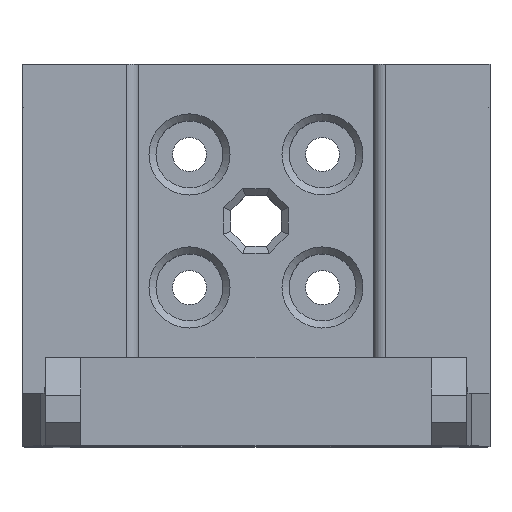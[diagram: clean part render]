
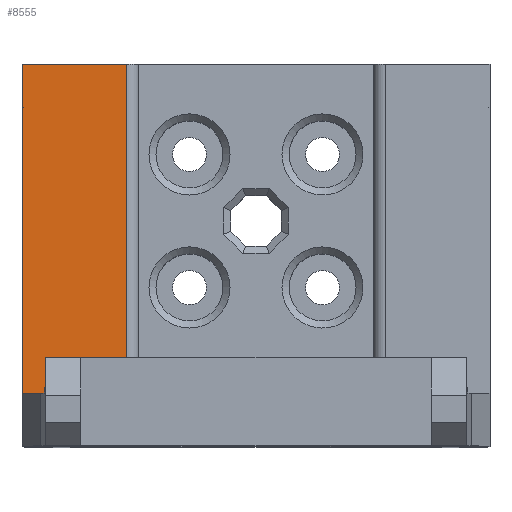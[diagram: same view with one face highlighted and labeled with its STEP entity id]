
A CAD part, top view. The second image highlights one B-rep face of the part: STEP entity #8555.
In plain terms, the highlighted planar face has unit normal (0, 0, 1).
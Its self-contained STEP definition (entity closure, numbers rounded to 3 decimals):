
#984 = PLANE('',#985);
#985 = AXIS2_PLACEMENT_3D('',#986,#987,#988);
#986 = CARTESIAN_POINT('',(0.,32.5,-12.54));
#987 = DIRECTION('',(0.,1.,0.));
#988 = DIRECTION('',(0.,0.,1.));
#3310 = VERTEX_POINT('',#3311);
#3311 = CARTESIAN_POINT('',(-19.9,32.5,8.6));
#3325 = PLANE('',#3326);
#3326 = AXIS2_PLACEMENT_3D('',#3327,#3328,#3329);
#3327 = CARTESIAN_POINT('',(-19.9,0.,-0.88));
#3328 = DIRECTION('',(1.,0.,0.));
#3329 = DIRECTION('',(0.,0.,1.));
#3337 = EDGE_CURVE('',#3310,#3338,#3340,.T.);
#3338 = VERTEX_POINT('',#3339);
#3339 = CARTESIAN_POINT('',(-11.,32.5,8.6));
#3340 = SURFACE_CURVE('',#3341,(#3345,#3352),.PCURVE_S1.);
#3341 = LINE('',#3342,#3343);
#3342 = CARTESIAN_POINT('',(-5.122,32.5,8.6));
#3343 = VECTOR('',#3344,1.);
#3344 = DIRECTION('',(1.,0.,0.));
#3345 = PCURVE('',#984,#3346);
#3346 = DEFINITIONAL_REPRESENTATION('',(#3347),#3351);
#3347 = LINE('',#3348,#3349);
#3348 = CARTESIAN_POINT('',(21.14,-5.122));
#3349 = VECTOR('',#3350,1.);
#3350 = DIRECTION('',(0.,1.));
#3351 = ( GEOMETRIC_REPRESENTATION_CONTEXT(2) 
PARAMETRIC_REPRESENTATION_CONTEXT() REPRESENTATION_CONTEXT('2D SPACE',''
  ) );
#3352 = PCURVE('',#3353,#3358);
#3353 = PLANE('',#3354);
#3354 = AXIS2_PLACEMENT_3D('',#3355,#3356,#3357);
#3355 = CARTESIAN_POINT('',(0.,37.,8.6));
#3356 = DIRECTION('',(0.,0.,1.));
#3357 = DIRECTION('',(0.,-1.,0.));
#3358 = DEFINITIONAL_REPRESENTATION('',(#3359),#3363);
#3359 = LINE('',#3360,#3361);
#3360 = CARTESIAN_POINT('',(4.5,-5.122));
#3361 = VECTOR('',#3362,1.);
#3362 = DIRECTION('',(0.,1.));
#3363 = ( GEOMETRIC_REPRESENTATION_CONTEXT(2) 
PARAMETRIC_REPRESENTATION_CONTEXT() REPRESENTATION_CONTEXT('2D SPACE',''
  ) );
#3386 = CYLINDRICAL_SURFACE('',#3387,1.);
#3387 = AXIS2_PLACEMENT_3D('',#3388,#3389,#3390);
#3388 = CARTESIAN_POINT('',(-11.,32.5,7.6));
#3389 = DIRECTION('',(0.,-1.,0.));
#3390 = DIRECTION('',(1.,0.,0.));
#8081 = EDGE_CURVE('',#3310,#8082,#8084,.T.);
#8082 = VERTEX_POINT('',#8083);
#8083 = CARTESIAN_POINT('',(-19.9,4.5,8.6));
#8084 = SURFACE_CURVE('',#8085,(#8089,#8096),.PCURVE_S1.);
#8085 = LINE('',#8086,#8087);
#8086 = CARTESIAN_POINT('',(-19.9,18.5,8.6));
#8087 = VECTOR('',#8088,1.);
#8088 = DIRECTION('',(0.,-1.,0.));
#8089 = PCURVE('',#3325,#8090);
#8090 = DEFINITIONAL_REPRESENTATION('',(#8091),#8095);
#8091 = LINE('',#8092,#8093);
#8092 = CARTESIAN_POINT('',(9.48,-18.5));
#8093 = VECTOR('',#8094,1.);
#8094 = DIRECTION('',(0.,1.));
#8095 = ( GEOMETRIC_REPRESENTATION_CONTEXT(2) 
PARAMETRIC_REPRESENTATION_CONTEXT() REPRESENTATION_CONTEXT('2D SPACE',''
  ) );
#8096 = PCURVE('',#3353,#8097);
#8097 = DEFINITIONAL_REPRESENTATION('',(#8098),#8102);
#8098 = LINE('',#8099,#8100);
#8099 = CARTESIAN_POINT('',(18.5,-19.9));
#8100 = VECTOR('',#8101,1.);
#8101 = DIRECTION('',(1.,0.));
#8102 = ( GEOMETRIC_REPRESENTATION_CONTEXT(2) 
PARAMETRIC_REPRESENTATION_CONTEXT() REPRESENTATION_CONTEXT('2D SPACE',''
  ) );
#8120 = PLANE('',#8121);
#8121 = AXIS2_PLACEMENT_3D('',#8122,#8123,#8124);
#8122 = CARTESIAN_POINT('',(0.,4.5,8.6));
#8123 = DIRECTION('',(0.,1.,0.));
#8124 = DIRECTION('',(0.,0.,1.));
#8555 = ADVANCED_FACE('',(#8556),#3353,.T.);
#8556 = FACE_BOUND('',#8557,.T.);
#8557 = EDGE_LOOP('',(#8558,#8581,#8602,#8603));
#8558 = ORIENTED_EDGE('',*,*,#8559,.F.);
#8559 = EDGE_CURVE('',#8560,#8082,#8562,.T.);
#8560 = VERTEX_POINT('',#8561);
#8561 = CARTESIAN_POINT('',(-11.,4.5,8.6));
#8562 = SURFACE_CURVE('',#8563,(#8567,#8574),.PCURVE_S1.);
#8563 = LINE('',#8564,#8565);
#8564 = CARTESIAN_POINT('',(0.,4.5,8.6));
#8565 = VECTOR('',#8566,1.);
#8566 = DIRECTION('',(-1.,0.,0.));
#8567 = PCURVE('',#3353,#8568);
#8568 = DEFINITIONAL_REPRESENTATION('',(#8569),#8573);
#8569 = LINE('',#8570,#8571);
#8570 = CARTESIAN_POINT('',(32.5,0.));
#8571 = VECTOR('',#8572,1.);
#8572 = DIRECTION('',(0.,-1.));
#8573 = ( GEOMETRIC_REPRESENTATION_CONTEXT(2) 
PARAMETRIC_REPRESENTATION_CONTEXT() REPRESENTATION_CONTEXT('2D SPACE',''
  ) );
#8574 = PCURVE('',#8120,#8575);
#8575 = DEFINITIONAL_REPRESENTATION('',(#8576),#8580);
#8576 = LINE('',#8577,#8578);
#8577 = CARTESIAN_POINT('',(0.,0.));
#8578 = VECTOR('',#8579,1.);
#8579 = DIRECTION('',(0.,-1.));
#8580 = ( GEOMETRIC_REPRESENTATION_CONTEXT(2) 
PARAMETRIC_REPRESENTATION_CONTEXT() REPRESENTATION_CONTEXT('2D SPACE',''
  ) );
#8581 = ORIENTED_EDGE('',*,*,#8582,.F.);
#8582 = EDGE_CURVE('',#3338,#8560,#8583,.T.);
#8583 = SURFACE_CURVE('',#8584,(#8588,#8595),.PCURVE_S1.);
#8584 = LINE('',#8585,#8586);
#8585 = CARTESIAN_POINT('',(-11.,32.5,8.6));
#8586 = VECTOR('',#8587,1.);
#8587 = DIRECTION('',(0.,-1.,0.));
#8588 = PCURVE('',#3353,#8589);
#8589 = DEFINITIONAL_REPRESENTATION('',(#8590),#8594);
#8590 = LINE('',#8591,#8592);
#8591 = CARTESIAN_POINT('',(4.5,-11.));
#8592 = VECTOR('',#8593,1.);
#8593 = DIRECTION('',(1.,0.));
#8594 = ( GEOMETRIC_REPRESENTATION_CONTEXT(2) 
PARAMETRIC_REPRESENTATION_CONTEXT() REPRESENTATION_CONTEXT('2D SPACE',''
  ) );
#8595 = PCURVE('',#3386,#8596);
#8596 = DEFINITIONAL_REPRESENTATION('',(#8597),#8601);
#8597 = LINE('',#8598,#8599);
#8598 = CARTESIAN_POINT('',(1.571,0.));
#8599 = VECTOR('',#8600,1.);
#8600 = DIRECTION('',(0.,1.));
#8601 = ( GEOMETRIC_REPRESENTATION_CONTEXT(2) 
PARAMETRIC_REPRESENTATION_CONTEXT() REPRESENTATION_CONTEXT('2D SPACE',''
  ) );
#8602 = ORIENTED_EDGE('',*,*,#3337,.F.);
#8603 = ORIENTED_EDGE('',*,*,#8081,.T.);
